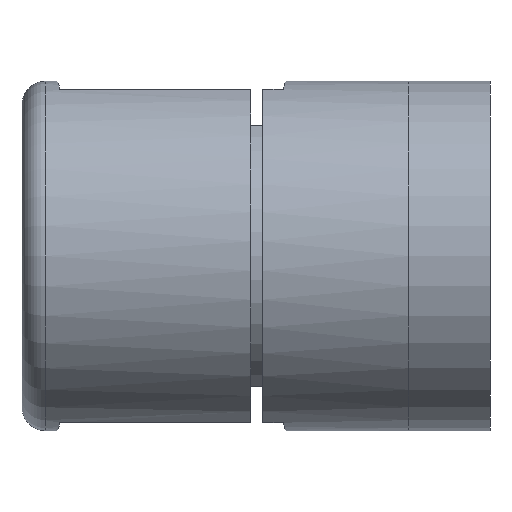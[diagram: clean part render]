
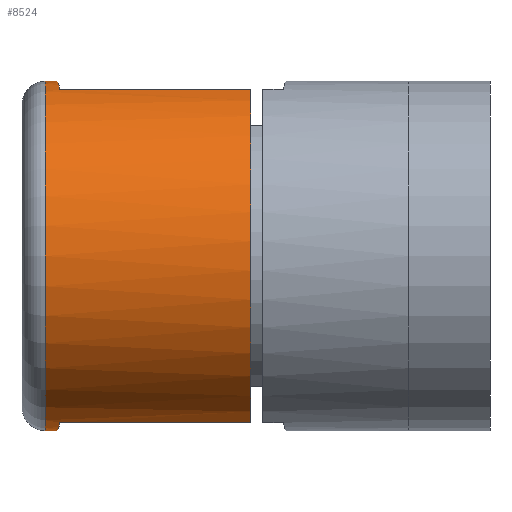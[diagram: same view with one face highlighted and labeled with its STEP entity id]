
A CAD part, left-side view. The second image highlights one B-rep face of the part: STEP entity #8524.
In plain terms, the highlighted cylindrical face has radius 15 mm (diameter 30 mm), a full revolution.
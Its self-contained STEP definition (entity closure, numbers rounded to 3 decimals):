
#183 = CARTESIAN_POINT ( 'NONE',  ( 0., 4.5, -15. ) ) ;
#288 = CARTESIAN_POINT ( 'NONE',  ( 0., 4.5, -15. ) ) ;
#306 = EDGE_LOOP ( 'NONE', ( #16617 ) ) ;
#373 = DIRECTION ( 'NONE',  ( 0., -1., 0. ) ) ;
#453 = ORIENTED_EDGE ( 'NONE', *, *, #5736, .T. ) ;
#526 = CARTESIAN_POINT ( 'NONE',  ( 0., 4.5, 15. ) ) ;
#626 = LINE ( 'NONE', #6960, #860 ) ;
#802 = DIRECTION ( 'NONE',  ( 0., 0., -1. ) ) ;
#860 = VECTOR ( 'NONE', #373, 1000. ) ;
#1029 = ORIENTED_EDGE ( 'NONE', *, *, #9853, .T. ) ;
#1042 = VERTEX_POINT ( 'NONE', #13336 ) ;
#1403 = VERTEX_POINT ( 'NONE', #526 ) ;
#1522 = CARTESIAN_POINT ( 'NONE',  ( -4.5, 4.736, -14.309 ) ) ;
#1726 = EDGE_CURVE ( 'NONE', #6510, #6510, #5751, .T. ) ;
#1872 = CARTESIAN_POINT ( 'NONE',  ( 0., 21.15, 0. ) ) ;
#1939 = VERTEX_POINT ( 'NONE', #8132 ) ;
#2214 = AXIS2_PLACEMENT_3D ( 'NONE', #2572, #11925, #7957 ) ;
#2261 = ORIENTED_EDGE ( 'NONE', *, *, #6600, .T. ) ;
#2346 = DIRECTION ( 'NONE',  ( 0., -1., 0. ) ) ;
#2374 = CARTESIAN_POINT ( 'NONE',  ( 4.5, 4.736, 14.309 ) ) ;
#2487 = CARTESIAN_POINT ( 'NONE',  ( -1.529, 4.58, 15. ) ) ;
#2572 = CARTESIAN_POINT ( 'NONE',  ( 0., 21.15, 0. ) ) ;
#2742 = ORIENTED_EDGE ( 'NONE', *, *, #2993, .T. ) ;
#2750 = CARTESIAN_POINT ( 'NONE',  ( 0., 4.5, -15. ) ) ;
#2993 = EDGE_CURVE ( 'NONE', #7293, #1403, #5477, .T. ) ;
#3065 = CARTESIAN_POINT ( 'NONE',  ( -4.5, 21.15, -14.309 ) ) ;
#3191 = LINE ( 'NONE', #9481, #4227 ) ;
#3365 = LINE ( 'NONE', #4631, #9209 ) ;
#3571 = AXIS2_PLACEMENT_3D ( 'NONE', #8925, #2346, #802 ) ;
#3621 = CARTESIAN_POINT ( 'NONE',  ( 3.041, 4.659, 14.768 ) ) ;
#3849 = VERTEX_POINT ( 'NONE', #12580 ) ;
#4227 = VECTOR ( 'NONE', #10780, 1000. ) ;
#4252 = VECTOR ( 'NONE', #12155, 1000. ) ;
#4299 = VERTEX_POINT ( 'NONE', #288 ) ;
#4518 = DIRECTION ( 'NONE',  ( 0., 1., 0. ) ) ;
#4631 = CARTESIAN_POINT ( 'NONE',  ( -4.5, 21.15, 14.309 ) ) ;
#4713 =( BOUNDED_CURVE ( )  B_SPLINE_CURVE ( 3, ( #10514, #2487, #5028, #14373 ),
 .UNSPECIFIED., .F., .T. ) 
 B_SPLINE_CURVE_WITH_KNOTS ( ( 4, 4 ),
 ( 1.571, 1.875 ),
 .UNSPECIFIED. ) 
 CURVE ( )  GEOMETRIC_REPRESENTATION_ITEM ( )  RATIONAL_B_SPLINE_CURVE ( ( 1., 0.992, 0.992, 1. ) ) 
 REPRESENTATION_ITEM ( '' )  );
#4761 = DIRECTION ( 'NONE',  ( 0., 1., 0. ) ) ;
#5028 = CARTESIAN_POINT ( 'NONE',  ( -3.041, 4.659, 14.768 ) ) ;
#5131 = EDGE_LOOP ( 'NONE', ( #7281, #15355, #5377, #2261, #2742, #15230, #7892, #11083, #1029, #453 ) ) ;
#5377 = ORIENTED_EDGE ( 'NONE', *, *, #15452, .F. ) ;
#5477 =( BOUNDED_CURVE ( )  B_SPLINE_CURVE ( 3, ( #2374, #3621, #14323, #15825 ),
 .UNSPECIFIED., .F., .T. ) 
 B_SPLINE_CURVE_WITH_KNOTS ( ( 4, 4 ),
 ( 4.408, 4.712 ),
 .UNSPECIFIED. ) 
 CURVE ( )  GEOMETRIC_REPRESENTATION_ITEM ( )  RATIONAL_B_SPLINE_CURVE ( ( 1., 0.992, 0.992, 1. ) ) 
 REPRESENTATION_ITEM ( '' )  );
#5736 = EDGE_CURVE ( 'NONE', #13576, #4299, #16162, .T. ) ;
#5751 = CIRCLE ( 'NONE', #10989, 15. ) ;
#5980 =( BOUNDED_CURVE ( )  B_SPLINE_CURVE ( 3, ( #183, #14905, #8067, #9578 ),
 .UNSPECIFIED., .F., .T. ) 
 B_SPLINE_CURVE_WITH_KNOTS ( ( 4, 4 ),
 ( 1.571, 1.875 ),
 .UNSPECIFIED. ) 
 CURVE ( )  GEOMETRIC_REPRESENTATION_ITEM ( )  RATIONAL_B_SPLINE_CURVE ( ( 1., 0.992, 0.992, 1. ) ) 
 REPRESENTATION_ITEM ( '' )  );
#6086 = DIRECTION ( 'NONE',  ( 0., 0., -1. ) ) ;
#6510 = VERTEX_POINT ( 'NONE', #15316 ) ;
#6600 = EDGE_CURVE ( 'NONE', #9163, #7293, #3191, .T. ) ;
#6918 = CYLINDRICAL_SURFACE ( 'NONE', #3571, 15. ) ;
#6960 = CARTESIAN_POINT ( 'NONE',  ( -4.5, 21.15, -14.309 ) ) ;
#7281 = ORIENTED_EDGE ( 'NONE', *, *, #15553, .T. ) ;
#7293 = VERTEX_POINT ( 'NONE', #10577 ) ;
#7892 = ORIENTED_EDGE ( 'NONE', *, *, #9032, .T. ) ;
#7957 = DIRECTION ( 'NONE',  ( 0., 0., 1. ) ) ;
#8067 = CARTESIAN_POINT ( 'NONE',  ( 3.041, 4.659, -14.768 ) ) ;
#8132 = CARTESIAN_POINT ( 'NONE',  ( -4.5, 21.15, 14.309 ) ) ;
#8524 = ADVANCED_FACE ( 'NONE', ( #14250, #11934 ), #6918, .T. ) ;
#8925 = CARTESIAN_POINT ( 'NONE',  ( 0., 21.15, 0. ) ) ;
#9032 = EDGE_CURVE ( 'NONE', #1042, #1939, #3365, .T. ) ;
#9163 = VERTEX_POINT ( 'NONE', #15892 ) ;
#9209 = VECTOR ( 'NONE', #15203, 1000. ) ;
#9419 = CARTESIAN_POINT ( 'NONE',  ( -1.529, 4.58, -15. ) ) ;
#9481 = CARTESIAN_POINT ( 'NONE',  ( 4.5, 21.15, 14.309 ) ) ;
#9578 = CARTESIAN_POINT ( 'NONE',  ( 4.5, 4.736, -14.309 ) ) ;
#9853 = EDGE_CURVE ( 'NONE', #13384, #13576, #626, .T. ) ;
#10004 = DIRECTION ( 'NONE',  ( 0., 0., 1. ) ) ;
#10514 = CARTESIAN_POINT ( 'NONE',  ( 0., 4.5, 15. ) ) ;
#10577 = CARTESIAN_POINT ( 'NONE',  ( 4.5, 4.736, 14.309 ) ) ;
#10780 = DIRECTION ( 'NONE',  ( 0., -1., 0. ) ) ;
#10825 = VERTEX_POINT ( 'NONE', #12833 ) ;
#10989 = AXIS2_PLACEMENT_3D ( 'NONE', #14044, #4761, #6086 ) ;
#11083 = ORIENTED_EDGE ( 'NONE', *, *, #15289, .F. ) ;
#11307 = EDGE_CURVE ( 'NONE', #3849, #10825, #14529, .T. ) ;
#11925 = DIRECTION ( 'NONE',  ( 0., 1., 0. ) ) ;
#11934 = FACE_OUTER_BOUND ( 'NONE', #5131, .T. ) ;
#12155 = DIRECTION ( 'NONE',  ( 0., 1., 0. ) ) ;
#12580 = CARTESIAN_POINT ( 'NONE',  ( 4.5, 4.736, -14.309 ) ) ;
#12833 = CARTESIAN_POINT ( 'NONE',  ( 4.5, 21.15, -14.309 ) ) ;
#12845 = CIRCLE ( 'NONE', #15436, 15. ) ;
#13336 = CARTESIAN_POINT ( 'NONE',  ( -4.5, 4.736, 14.309 ) ) ;
#13373 = CARTESIAN_POINT ( 'NONE',  ( -3.041, 4.659, -14.768 ) ) ;
#13384 = VERTEX_POINT ( 'NONE', #3065 ) ;
#13433 = CARTESIAN_POINT ( 'NONE',  ( 4.5, 21.15, -14.309 ) ) ;
#13473 = CARTESIAN_POINT ( 'NONE',  ( -4.5, 4.736, -14.309 ) ) ;
#13576 = VERTEX_POINT ( 'NONE', #13473 ) ;
#13658 = CIRCLE ( 'NONE', #2214, 15. ) ;
#13850 = EDGE_CURVE ( 'NONE', #1403, #1042, #4713, .T. ) ;
#14044 = CARTESIAN_POINT ( 'NONE',  ( 0., 3.5, 0. ) ) ;
#14250 = FACE_OUTER_BOUND ( 'NONE', #306, .T. ) ;
#14323 = CARTESIAN_POINT ( 'NONE',  ( 1.529, 4.58, 15. ) ) ;
#14373 = CARTESIAN_POINT ( 'NONE',  ( -4.5, 4.736, 14.309 ) ) ;
#14529 = LINE ( 'NONE', #13433, #4252 ) ;
#14905 = CARTESIAN_POINT ( 'NONE',  ( 1.529, 4.58, -15. ) ) ;
#15203 = DIRECTION ( 'NONE',  ( 0., 1., 0. ) ) ;
#15230 = ORIENTED_EDGE ( 'NONE', *, *, #13850, .T. ) ;
#15289 = EDGE_CURVE ( 'NONE', #13384, #1939, #12845, .T. ) ;
#15316 = CARTESIAN_POINT ( 'NONE',  ( 0., 3.5, -15. ) ) ;
#15355 = ORIENTED_EDGE ( 'NONE', *, *, #11307, .T. ) ;
#15436 = AXIS2_PLACEMENT_3D ( 'NONE', #1872, #4518, #10004 ) ;
#15452 = EDGE_CURVE ( 'NONE', #9163, #10825, #13658, .T. ) ;
#15553 = EDGE_CURVE ( 'NONE', #4299, #3849, #5980, .T. ) ;
#15825 = CARTESIAN_POINT ( 'NONE',  ( 0., 4.5, 15. ) ) ;
#15892 = CARTESIAN_POINT ( 'NONE',  ( 4.5, 21.15, 14.309 ) ) ;
#16162 =( BOUNDED_CURVE ( )  B_SPLINE_CURVE ( 3, ( #1522, #13373, #9419, #2750 ),
 .UNSPECIFIED., .F., .T. ) 
 B_SPLINE_CURVE_WITH_KNOTS ( ( 4, 4 ),
 ( 4.408, 4.712 ),
 .UNSPECIFIED. ) 
 CURVE ( )  GEOMETRIC_REPRESENTATION_ITEM ( )  RATIONAL_B_SPLINE_CURVE ( ( 1., 0.992, 0.992, 1. ) ) 
 REPRESENTATION_ITEM ( '' )  );
#16617 = ORIENTED_EDGE ( 'NONE', *, *, #1726, .T. ) ;
